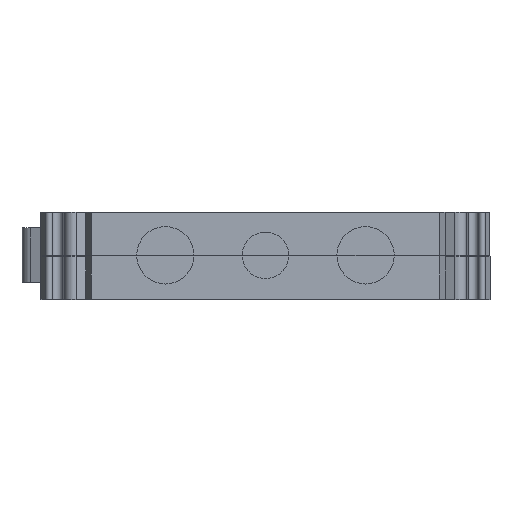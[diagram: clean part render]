
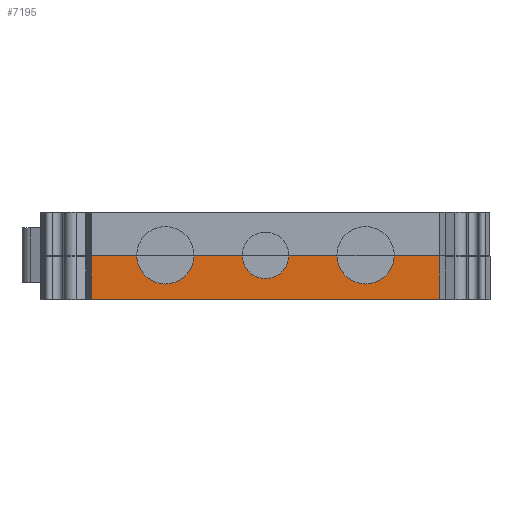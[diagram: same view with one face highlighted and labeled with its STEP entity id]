
A CAD part, top view. The second image highlights one B-rep face of the part: STEP entity #7195.
In plain terms, the highlighted planar face has unit normal (0, 0, 1).
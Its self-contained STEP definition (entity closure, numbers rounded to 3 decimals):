
#149=CIRCLE('',#7435,2.65);
#153=CIRCLE('',#7443,2.15);
#157=CIRCLE('',#7451,2.65);
#594=ORIENTED_EDGE('',*,*,#2086,.T.);
#595=ORIENTED_EDGE('',*,*,#1928,.F.);
#596=ORIENTED_EDGE('',*,*,#2087,.T.);
#597=ORIENTED_EDGE('',*,*,#1938,.F.);
#598=ORIENTED_EDGE('',*,*,#2088,.T.);
#599=ORIENTED_EDGE('',*,*,#1948,.F.);
#600=ORIENTED_EDGE('',*,*,#2089,.T.);
#601=ORIENTED_EDGE('',*,*,#2090,.T.);
#602=ORIENTED_EDGE('',*,*,#2091,.F.);
#603=ORIENTED_EDGE('',*,*,#2092,.F.);
#1928=EDGE_CURVE('',#2715,#2714,#149,.T.);
#1938=EDGE_CURVE('',#2723,#2722,#153,.T.);
#1948=EDGE_CURVE('',#2731,#2730,#157,.T.);
#2086=EDGE_CURVE('',#2827,#2714,#3360,.T.);
#2087=EDGE_CURVE('',#2715,#2722,#3361,.T.);
#2088=EDGE_CURVE('',#2723,#2730,#3362,.T.);
#2089=EDGE_CURVE('',#2731,#2828,#3363,.T.);
#2090=EDGE_CURVE('',#2828,#2829,#3364,.T.);
#2091=EDGE_CURVE('',#2830,#2829,#3365,.T.);
#2092=EDGE_CURVE('',#2827,#2830,#3366,.T.);
#2714=VERTEX_POINT('',#9434);
#2715=VERTEX_POINT('',#9436);
#2722=VERTEX_POINT('',#9456);
#2723=VERTEX_POINT('',#9458);
#2730=VERTEX_POINT('',#9478);
#2731=VERTEX_POINT('',#9480);
#2827=VERTEX_POINT('',#9758);
#2828=VERTEX_POINT('',#9762);
#2829=VERTEX_POINT('',#9764);
#2830=VERTEX_POINT('',#9766);
#3360=LINE('',#9757,#3982);
#3361=LINE('',#9759,#3983);
#3362=LINE('',#9760,#3984);
#3363=LINE('',#9761,#3985);
#3364=LINE('',#9763,#3986);
#3365=LINE('',#9765,#3987);
#3366=LINE('',#9767,#3988);
#3982=VECTOR('',#8237,1000.);
#3983=VECTOR('',#8238,1000.);
#3984=VECTOR('',#8239,1000.);
#3985=VECTOR('',#8240,1000.);
#3986=VECTOR('',#8241,1000.);
#3987=VECTOR('',#8242,1000.);
#3988=VECTOR('',#8243,1000.);
#4487=EDGE_LOOP('',(#594,#595,#596,#597,#598,#599,#600,#601,#602,#603));
#4797=FACE_BOUND('',#4487,.T.);
#5090=PLANE('',#7514);
#7195=ADVANCED_FACE('',(#4797),#5090,.T.);
#7435=AXIS2_PLACEMENT_3D('',#9437,#7948,#7949);
#7443=AXIS2_PLACEMENT_3D('',#9459,#7970,#7971);
#7451=AXIS2_PLACEMENT_3D('',#9481,#7992,#7993);
#7514=AXIS2_PLACEMENT_3D('',#9756,#8235,#8236);
#7948=DIRECTION('',(0.,0.,1.));
#7949=DIRECTION('',(1.,0.,0.));
#7970=DIRECTION('',(0.,0.,1.));
#7971=DIRECTION('',(1.,0.,0.));
#7992=DIRECTION('',(0.,0.,1.));
#7993=DIRECTION('',(1.,0.,0.));
#8235=DIRECTION('',(0.,0.,1.));
#8236=DIRECTION('',(-1.,0.,0.));
#8237=DIRECTION('',(-1.,0.,0.));
#8238=DIRECTION('',(-1.,0.,0.));
#8239=DIRECTION('',(-1.,0.,0.));
#8240=DIRECTION('',(-1.,0.,0.));
#8241=DIRECTION('',(0.,-1.,0.));
#8242=DIRECTION('',(-1.,0.,0.));
#8243=DIRECTION('',(0.,-1.,0.));
#9434=CARTESIAN_POINT('',(13.275,-4.05,24.778));
#9436=CARTESIAN_POINT('',(7.975,-4.05,24.778));
#9437=CARTESIAN_POINT('',(10.625,-4.,24.778));
#9456=CARTESIAN_POINT('',(3.524,-4.05,24.778));
#9458=CARTESIAN_POINT('',(-0.774,-4.05,24.778));
#9459=CARTESIAN_POINT('',(1.375,-4.,24.778));
#9478=CARTESIAN_POINT('',(-5.225,-4.05,24.778));
#9480=CARTESIAN_POINT('',(-10.525,-4.05,24.778));
#9481=CARTESIAN_POINT('',(-7.875,-4.,24.778));
#9756=CARTESIAN_POINT('',(17.467,-0.05,24.778));
#9757=CARTESIAN_POINT('',(24.875,-4.05,24.778));
#9758=CARTESIAN_POINT('',(17.467,-4.05,24.778));
#9759=CARTESIAN_POINT('',(24.875,-4.05,24.778));
#9760=CARTESIAN_POINT('',(24.875,-4.05,24.778));
#9761=CARTESIAN_POINT('',(24.875,-4.05,24.778));
#9762=CARTESIAN_POINT('',(-14.717,-4.05,24.778));
#9763=CARTESIAN_POINT('',(-14.717,-0.05,24.778));
#9764=CARTESIAN_POINT('',(-14.717,-8.05,24.778));
#9765=CARTESIAN_POINT('',(-14.717,-8.05,24.778));
#9766=CARTESIAN_POINT('',(17.467,-8.05,24.778));
#9767=CARTESIAN_POINT('',(17.467,-0.05,24.778));
